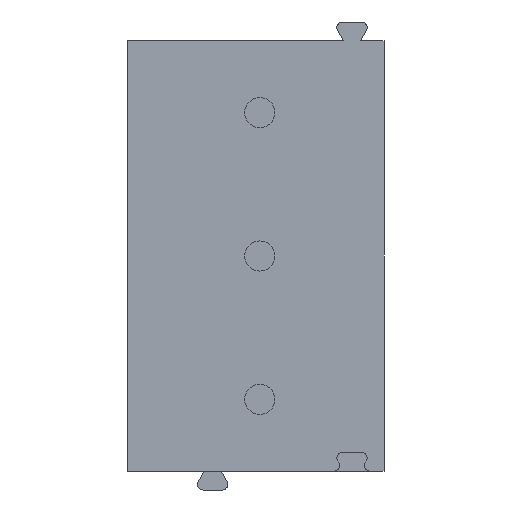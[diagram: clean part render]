
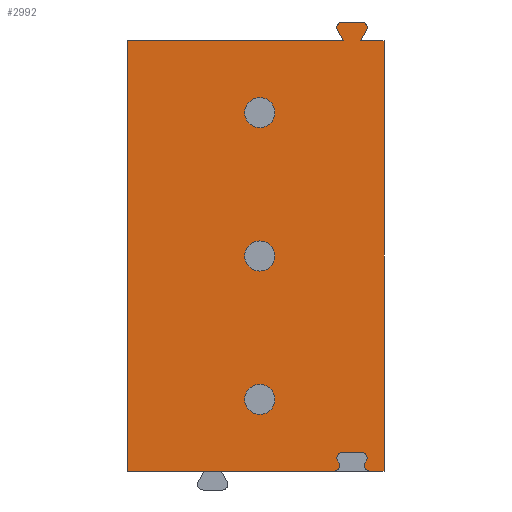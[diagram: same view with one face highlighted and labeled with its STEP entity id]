
A CAD part, front view. The second image highlights one B-rep face of the part: STEP entity #2992.
In plain terms, the highlighted planar face has unit normal (0, -1, 0).
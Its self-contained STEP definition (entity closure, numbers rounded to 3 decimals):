
#37=DIRECTION('',(1.,0.,0.));
#38=VECTOR('',#37,0.625);
#39=CARTESIAN_POINT('',(2.775,-4.1,9.525));
#40=LINE('',#39,#38);
#53=DIRECTION('',(1.,0.,0.));
#54=VECTOR('',#53,5.725);
#55=CARTESIAN_POINT('',(-3.4,-4.1,9.525));
#56=LINE('',#55,#54);
#321=CARTESIAN_POINT('',(3.036,-4.1,-1.755));
#322=DIRECTION('',(0.,-1.,0.));
#323=DIRECTION('',(-0.866,0.,0.5));
#324=AXIS2_PLACEMENT_3D('',#321,#322,#323);
#326=DIRECTION('',(0.5,0.,0.866));
#327=VECTOR('',#326,0.058);
#328=CARTESIAN_POINT('',(2.906,-4.1,-1.68));
#329=LINE('',#328,#327);
#330=CARTESIAN_POINT('',(2.805,-4.1,-1.555));
#331=DIRECTION('',(0.,-1.,0.));
#332=DIRECTION('',(0.866,0.,-0.5));
#333=AXIS2_PLACEMENT_3D('',#330,#331,#332);
#335=DIRECTION('',(-1.,0.,0.));
#336=VECTOR('',#335,0.51);
#337=CARTESIAN_POINT('',(2.805,-4.1,-1.405));
#338=LINE('',#337,#336);
#339=CARTESIAN_POINT('',(2.295,-4.1,-1.555));
#340=DIRECTION('',(0.,-1.,0.));
#341=DIRECTION('',(0.,0.,1.));
#342=AXIS2_PLACEMENT_3D('',#339,#340,#341);
#344=DIRECTION('',(0.5,0.,-0.866));
#345=VECTOR('',#344,0.058);
#346=CARTESIAN_POINT('',(2.165,-4.1,-1.63));
#347=LINE('',#346,#345);
#348=CARTESIAN_POINT('',(2.064,-4.1,-1.755));
#349=DIRECTION('',(0.,-1.,0.));
#350=DIRECTION('',(0.,0.,-1.));
#351=AXIS2_PLACEMENT_3D('',#348,#349,#350);
#353=DIRECTION('',(0.,0.,-1.));
#354=VECTOR('',#353,11.43);
#355=CARTESIAN_POINT('',(-3.4,-4.1,9.525));
#356=LINE('',#355,#354);
#357=DIRECTION('',(0.5,0.,-0.866));
#358=VECTOR('',#357,0.318);
#359=CARTESIAN_POINT('',(2.166,-4.1,9.8));
#360=LINE('',#359,#358);
#361=CARTESIAN_POINT('',(2.296,-4.1,9.875));
#362=DIRECTION('',(0.,-1.,0.));
#363=DIRECTION('',(0.,0.,1.));
#364=AXIS2_PLACEMENT_3D('',#361,#362,#363);
#366=DIRECTION('',(-1.,0.,0.));
#367=VECTOR('',#366,0.508);
#368=CARTESIAN_POINT('',(2.804,-4.1,10.025));
#369=LINE('',#368,#367);
#370=CARTESIAN_POINT('',(2.804,-4.1,9.875));
#371=DIRECTION('',(0.,-1.,0.));
#372=DIRECTION('',(0.866,0.,-0.5));
#373=AXIS2_PLACEMENT_3D('',#370,#371,#372);
#375=DIRECTION('',(0.5,0.,0.866));
#376=VECTOR('',#375,0.318);
#377=CARTESIAN_POINT('',(2.775,-4.1,9.525));
#378=LINE('',#377,#376);
#379=CARTESIAN_POINT('',(0.1,-4.1,0.));
#380=DIRECTION('',(0.,1.,0.));
#381=DIRECTION('',(-1.,0.,0.));
#382=AXIS2_PLACEMENT_3D('',#379,#380,#381);
#384=CARTESIAN_POINT('',(0.1,-4.1,0.));
#385=DIRECTION('',(0.,1.,0.));
#386=DIRECTION('',(1.,0.,0.));
#387=AXIS2_PLACEMENT_3D('',#384,#385,#386);
#389=CARTESIAN_POINT('',(0.1,-4.1,3.81));
#390=DIRECTION('',(0.,1.,0.));
#391=DIRECTION('',(-1.,0.,0.));
#392=AXIS2_PLACEMENT_3D('',#389,#390,#391);
#394=CARTESIAN_POINT('',(0.1,-4.1,3.81));
#395=DIRECTION('',(0.,1.,0.));
#396=DIRECTION('',(1.,0.,0.));
#397=AXIS2_PLACEMENT_3D('',#394,#395,#396);
#399=CARTESIAN_POINT('',(0.1,-4.1,7.62));
#400=DIRECTION('',(0.,1.,0.));
#401=DIRECTION('',(-1.,0.,0.));
#402=AXIS2_PLACEMENT_3D('',#399,#400,#401);
#404=CARTESIAN_POINT('',(0.1,-4.1,7.62));
#405=DIRECTION('',(0.,1.,0.));
#406=DIRECTION('',(1.,0.,0.));
#407=AXIS2_PLACEMENT_3D('',#404,#405,#406);
#417=DIRECTION('',(1.,0.,0.));
#418=VECTOR('',#417,0.364);
#419=CARTESIAN_POINT('',(3.036,-4.1,-1.905));
#420=LINE('',#419,#418);
#457=DIRECTION('',(1.,0.,0.));
#458=VECTOR('',#457,5.464);
#459=CARTESIAN_POINT('',(-3.4,-4.1,-1.905));
#460=LINE('',#459,#458);
#521=DIRECTION('',(0.,0.,-1.));
#522=VECTOR('',#521,11.43);
#523=CARTESIAN_POINT('',(3.4,-4.1,9.525));
#524=LINE('',#523,#522);
#2079=CARTESIAN_POINT('',(-3.4,-4.1,9.525));
#2080=VERTEX_POINT('',#2079);
#2081=CARTESIAN_POINT('',(3.4,-4.1,9.525));
#2083=VERTEX_POINT('',#2081);
#2091=CARTESIAN_POINT('',(-3.4,-4.1,-1.905));
#2092=VERTEX_POINT('',#2091);
#2093=CARTESIAN_POINT('',(3.4,-4.1,-1.905));
#2095=VERTEX_POINT('',#2093);
#2127=CARTESIAN_POINT('',(2.325,-4.1,9.525));
#2128=VERTEX_POINT('',#2127);
#2129=CARTESIAN_POINT('',(2.775,-4.1,9.525));
#2130=VERTEX_POINT('',#2129);
#2131=CARTESIAN_POINT('',(2.296,-4.1,10.025));
#2132=CARTESIAN_POINT('',(2.166,-4.1,9.8));
#2133=VERTEX_POINT('',#2131);
#2134=VERTEX_POINT('',#2132);
#2135=CARTESIAN_POINT('',(2.934,-4.1,9.8));
#2136=CARTESIAN_POINT('',(2.804,-4.1,10.025));
#2137=VERTEX_POINT('',#2135);
#2138=VERTEX_POINT('',#2136);
#2163=CARTESIAN_POINT('',(3.036,-4.1,-1.905));
#2164=VERTEX_POINT('',#2163);
#2165=CARTESIAN_POINT('',(2.064,-4.1,-1.905));
#2166=VERTEX_POINT('',#2165);
#2167=CARTESIAN_POINT('',(2.906,-4.1,-1.68));
#2168=VERTEX_POINT('',#2167);
#2169=CARTESIAN_POINT('',(2.935,-4.1,-1.63));
#2170=VERTEX_POINT('',#2169);
#2171=CARTESIAN_POINT('',(2.805,-4.1,-1.405));
#2172=VERTEX_POINT('',#2171);
#2173=CARTESIAN_POINT('',(2.295,-4.1,-1.405));
#2174=VERTEX_POINT('',#2173);
#2175=CARTESIAN_POINT('',(2.165,-4.1,-1.63));
#2176=VERTEX_POINT('',#2175);
#2177=CARTESIAN_POINT('',(2.194,-4.1,-1.68));
#2178=VERTEX_POINT('',#2177);
#2291=CARTESIAN_POINT('',(-0.3,-4.1,0.));
#2292=CARTESIAN_POINT('',(0.5,-4.1,0.));
#2293=VERTEX_POINT('',#2291);
#2294=VERTEX_POINT('',#2292);
#2339=CARTESIAN_POINT('',(-0.3,-4.1,3.81));
#2340=VERTEX_POINT('',#2339);
#2341=CARTESIAN_POINT('',(0.5,-4.1,3.81));
#2342=VERTEX_POINT('',#2341);
#2527=CARTESIAN_POINT('',(-0.3,-4.1,7.62));
#2528=VERTEX_POINT('',#2527);
#2529=CARTESIAN_POINT('',(0.5,-4.1,7.62));
#2530=VERTEX_POINT('',#2529);
#2934=CARTESIAN_POINT('',(-3.4,-4.1,9.525));
#2935=DIRECTION('',(0.,-1.,0.));
#2936=DIRECTION('',(1.,0.,0.));
#2937=AXIS2_PLACEMENT_3D('',#2934,#2935,#2936);
#2938=PLANE('',#2937);
#2940=ORIENTED_EDGE('',*,*,#2939,.F.);
#2942=ORIENTED_EDGE('',*,*,#2941,.T.);
#2944=ORIENTED_EDGE('',*,*,#2943,.T.);
#2946=ORIENTED_EDGE('',*,*,#2945,.T.);
#2948=ORIENTED_EDGE('',*,*,#2947,.T.);
#2950=ORIENTED_EDGE('',*,*,#2949,.T.);
#2952=ORIENTED_EDGE('',*,*,#2951,.F.);
#2954=ORIENTED_EDGE('',*,*,#2953,.F.);
#2955=ORIENTED_EDGE('',*,*,#2908,.F.);
#2956=ORIENTED_EDGE('',*,*,#2646,.T.);
#2958=ORIENTED_EDGE('',*,*,#2957,.F.);
#2960=ORIENTED_EDGE('',*,*,#2959,.F.);
#2962=ORIENTED_EDGE('',*,*,#2961,.F.);
#2964=ORIENTED_EDGE('',*,*,#2963,.F.);
#2966=ORIENTED_EDGE('',*,*,#2965,.F.);
#2967=ORIENTED_EDGE('',*,*,#2638,.T.);
#2969=ORIENTED_EDGE('',*,*,#2968,.T.);
#2971=ORIENTED_EDGE('',*,*,#2970,.F.);
#2972=EDGE_LOOP('',(#2940,#2942,#2944,#2946,#2948,#2950,#2952,#2954,#2955,#2956,
#2958,#2960,#2962,#2964,#2966,#2967,#2969,#2971));
#2973=FACE_OUTER_BOUND('',#2972,.F.);
#2975=ORIENTED_EDGE('',*,*,#2974,.F.);
#2977=ORIENTED_EDGE('',*,*,#2976,.F.);
#2978=EDGE_LOOP('',(#2975,#2977));
#2979=FACE_BOUND('',#2978,.F.);
#2981=ORIENTED_EDGE('',*,*,#2980,.F.);
#2983=ORIENTED_EDGE('',*,*,#2982,.F.);
#2984=EDGE_LOOP('',(#2981,#2983));
#2985=FACE_BOUND('',#2984,.F.);
#2987=ORIENTED_EDGE('',*,*,#2986,.F.);
#2989=ORIENTED_EDGE('',*,*,#2988,.F.);
#2990=EDGE_LOOP('',(#2987,#2989));
#2991=FACE_BOUND('',#2990,.F.);
#325=CIRCLE('',#324,0.15);
#334=CIRCLE('',#333,0.15);
#343=CIRCLE('',#342,0.15);
#352=CIRCLE('',#351,0.15);
#365=CIRCLE('',#364,0.15);
#374=CIRCLE('',#373,0.15);
#383=CIRCLE('',#382,0.4);
#388=CIRCLE('',#387,0.4);
#393=CIRCLE('',#392,0.4);
#398=CIRCLE('',#397,0.4);
#403=CIRCLE('',#402,0.4);
#408=CIRCLE('',#407,0.4);
#2638=EDGE_CURVE('',#2130,#2083,#40,.T.);
#2646=EDGE_CURVE('',#2080,#2128,#56,.T.);
#2908=EDGE_CURVE('',#2080,#2092,#356,.T.);
#2939=EDGE_CURVE('',#2168,#2164,#325,.T.);
#2941=EDGE_CURVE('',#2168,#2170,#329,.T.);
#2943=EDGE_CURVE('',#2170,#2172,#334,.T.);
#2945=EDGE_CURVE('',#2172,#2174,#338,.T.);
#2947=EDGE_CURVE('',#2174,#2176,#343,.T.);
#2949=EDGE_CURVE('',#2176,#2178,#347,.T.);
#2951=EDGE_CURVE('',#2166,#2178,#352,.T.);
#2953=EDGE_CURVE('',#2092,#2166,#460,.T.);
#2957=EDGE_CURVE('',#2134,#2128,#360,.T.);
#2959=EDGE_CURVE('',#2133,#2134,#365,.T.);
#2961=EDGE_CURVE('',#2138,#2133,#369,.T.);
#2963=EDGE_CURVE('',#2137,#2138,#374,.T.);
#2965=EDGE_CURVE('',#2130,#2137,#378,.T.);
#2968=EDGE_CURVE('',#2083,#2095,#524,.T.);
#2970=EDGE_CURVE('',#2164,#2095,#420,.T.);
#2974=EDGE_CURVE('',#2293,#2294,#383,.T.);
#2976=EDGE_CURVE('',#2294,#2293,#388,.T.);
#2980=EDGE_CURVE('',#2340,#2342,#393,.T.);
#2982=EDGE_CURVE('',#2342,#2340,#398,.T.);
#2986=EDGE_CURVE('',#2528,#2530,#403,.T.);
#2988=EDGE_CURVE('',#2530,#2528,#408,.T.);
#2992=ADVANCED_FACE('',(#2973,#2979,#2985,#2991),#2938,.T.);
